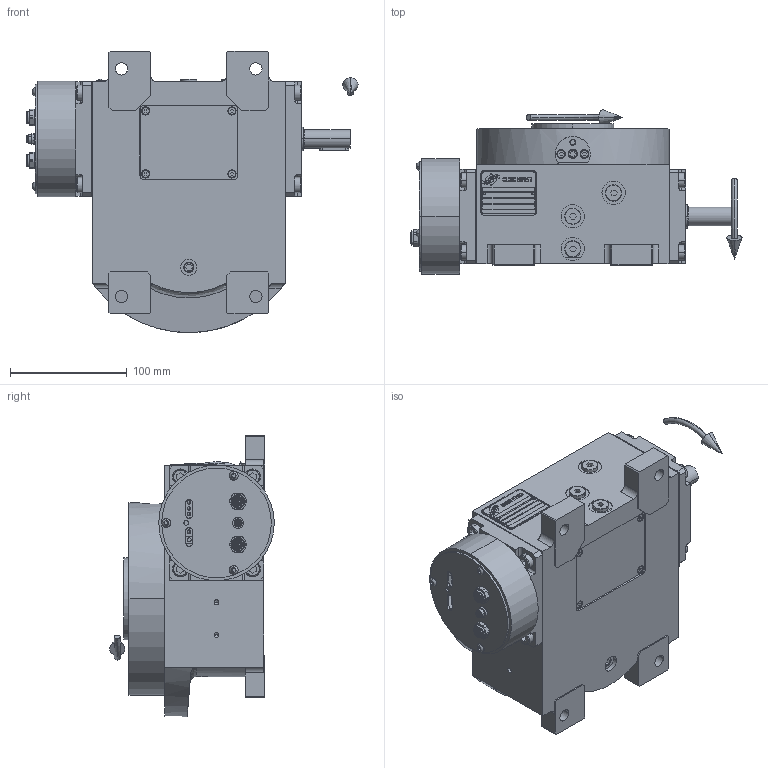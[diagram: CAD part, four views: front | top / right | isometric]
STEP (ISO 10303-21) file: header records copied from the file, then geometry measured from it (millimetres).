
FILE_DESCRIPTION (( 'STEP AP203' ), '1' );
FILE_NAME ('RIG_MASTER.step', '2024-07-02T07:04:11', ( '' ), ( '' ), 'SwSTEP 2.0', 'SolidWorks 2020', '' );
FILE_SCHEMA (( 'CONFIG_CONTROL_DESIGN' ));
Length unit declared in the file: millimetre
Products named in the file (76): cfn2128_04_011; cfn2000_01_147; CFN2400_08_001.stp; AS_rig04_071_6_m; cfn2115_01_001; CFN2010_02_002.stp; cfn2000_01_129; AS_cfn2476_01_001_48x38; 900_38_10_023.stp; CFN2008_01_002.stp; CFN2356_03_051.stp; cfn2003_01_063; cfn2107_01_001; CFN2223_01-390X6-B.stp; CFN2203_02_001.stp; cfn2400_34_001.stp; olio_agip_blasia_150; CFN2000_01_185.stp; RIG_MASTER; AS_rig04_015; rig04_002_bc; rig04_071_6_m.stp; RIG06_021_AF0.stp; cfn2151_01_087; 900_38_36_001; rig04_004; cfn2201_01_040; rig04_003_6; cfn2104_01_016; RIG04_005_AF0.stp; cfn2476_01_001_48x38; CFN2104_02_017.stp; freccia_angolare_albero; cfn2073_01_011; AS_rig04_004; rig04_001_a; rig04_007_master; cfn2077_01_018; CFN2000_01_183.stp; cfn2155_01_055 ...
Assembly tree (70 placements, depth 5):
  CFN2356_03_051.stp
  CFN2223_01-390X6-B.stp
  CFN2203_02_001.stp
  olio_agip_blasia_150
  RIG_MASTER
    rig04_001_a
    AS_cfn2476_01_001_48x38
      cfn2476_01_001_48x38
      cfn2107_01_001
      cfn2107_01_001
    AS_rig04_071_6_m
      rig04_071_6_m.stp
        RIG04_005_ASM.stp
          RIG04_005_AF0.stp
          RIG06_021_AF0.stp
          CFN2000_01_185.stp
          CFN2000_01_185.stp
          CFN2104_02_017.stp
        CFN2155_01_007.stp
        CFN2010_02_002.stp
      rig04_003_6
      cfn2000_01_147
      cfn2000_01_147
      cfn2000_01_147
      cfn2000_01_147
      cfn2000_01_147
      cfn2000_01_147
      cfn2000_01_147
      cfn2000_01_147
      cfn2104_01_016  x2
    cfn2073_01_011
    AS_rig04_004
      rig04_004
      cfn2155_01_055
      cfn2070_05_001
      cfn2000_01_129  x2
      cfn2000_01_129
      cfn2000_01_129
    AS_rig04_004
      rig04_004
      cfn2155_01_055
      cfn2070_05_001
      cfn2000_01_129  x2
      cfn2000_01_129
      cfn2000_01_129
    AS_rig04_002_bc
      rig04_002_bc
      cfn2115_01_001
    cfn2128_04_011
    cfn2128_04_011
    cfn2128_04_011
    cfn2128_05_006
    AS_rig04_015
      rig04_015
      cfn2003_01_063
      cfn2003_01_063
      cfn2003_01_063
      cfn2003_01_063
    freccia_angolare_albero
    freccia_angolare
Bounding box: 284.5 x 141 x 240.96 mm (x, y, z)
Volume: 1376166.6 mm3; surface area: 448999.5 mm2
Topology: 73 solids, 73 shells, 2998 faces, 7312 edges, 4625 vertices
Faces by surface type: plane 1372, cylinder 1002, cone 545, torus 34, bspline 25, sphere 20
Entity records: 95885 total; most frequent: CARTESIAN_POINT 20388, DIRECTION 14311, ORIENTED_EDGE 13732, EDGE_CURVE 6866, AXIS2_PLACEMENT_3D 5238, VERTEX_POINT 4417, LINE 3835, VECTOR 3835
